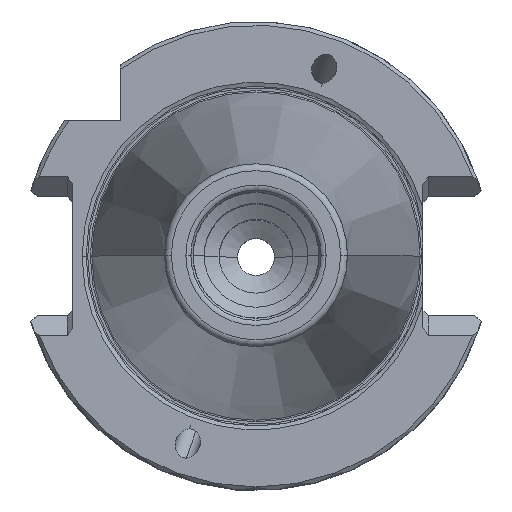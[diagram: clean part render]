
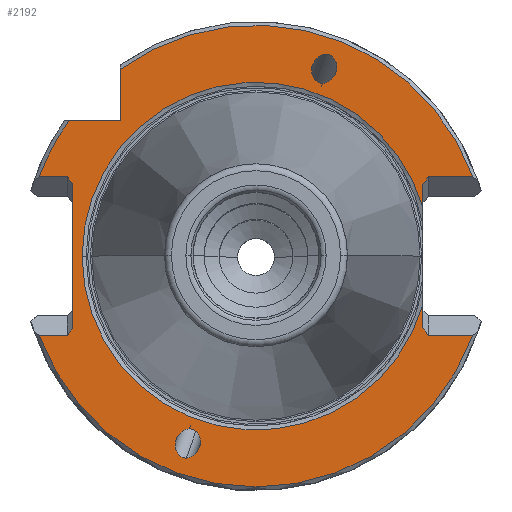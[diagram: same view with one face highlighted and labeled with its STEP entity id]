
A CAD part, top view. The second image highlights one B-rep face of the part: STEP entity #2192.
In plain terms, the highlighted planar face has unit normal (0, 0, 1).
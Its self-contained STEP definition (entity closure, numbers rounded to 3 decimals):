
#1004=EDGE_CURVE('NONE',#2190,#2572,#2913,.T.);
#1056=VERTEX_POINT('NONE',#2973);
#1088=VERTEX_POINT('NONE',#3012);
#1124=EDGE_CURVE('NONE',#1186,#2572,#3049,.T.);
#1150=VERTEX_POINT('NONE',#3077);
#1186=VERTEX_POINT('NONE',#3117);
#1190=VERTEX_POINT('NONE',#3121);
#1204=EDGE_CURVE('NONE',#2024,#2824,#3135,.T.);
#1256=EDGE_CURVE('NONE',#2484,#2506,#3194,.T.);
#1308=EDGE_CURVE('NONE',#2276,#2460,#3254,.T.);
#1414=VERTEX_POINT('NONE',#3374);
#1710=EDGE_CURVE('NONE',#1088,#2824,#3701,.T.);
#1802=EDGE_CURVE('NONE',#2400,#2244,#3805,.T.);
#1954=VERTEX_POINT('NONE',#3976);
#1972=EDGE_CURVE('NONE',#1150,#1954,#3994,.T.);
#1982=EDGE_CURVE('NONE',#2682,#2024,#4005,.T.);
#2024=VERTEX_POINT('NONE',#4056);
#2036=EDGE_CURVE('NONE',#2548,#1414,#4069,.T.);
#2130=VERTEX_POINT('NONE',#4171);
#2182=EDGE_CURVE('NONE',#2392,#2508,#4229,.T.);
#2190=VERTEX_POINT('NONE',#4238);
#2192=ADVANCED_FACE('NONE',(#4240,#4241,#4242),#4243,.F.);
#2222=EDGE_CURVE('NONE',#2506,#2484,#4276,.T.);
#2244=VERTEX_POINT('NONE',#4299);
#2248=EDGE_CURVE('NONE',#1414,#1056,#4303,.T.);
#2276=VERTEX_POINT('NONE',#4332);
#2312=EDGE_CURVE('NONE',#2548,#1088,#4377,.T.);
#2392=VERTEX_POINT('NONE',#4463);
#2400=VERTEX_POINT('NONE',#4471);
#2404=EDGE_CURVE('NONE',#2130,#2276,#4475,.T.);
#2460=VERTEX_POINT('NONE',#4537);
#2462=EDGE_CURVE('NONE',#2508,#1190,#4539,.T.);
#2484=VERTEX_POINT('NONE',#4562);
#2506=VERTEX_POINT('NONE',#4587);
#2508=VERTEX_POINT('NONE',#4589);
#2516=EDGE_CURVE('NONE',#1056,#1190,#4597,.T.);
#2538=EDGE_CURVE('NONE',#2392,#1954,#4619,.T.);
#2548=VERTEX_POINT('NONE',#4630);
#2572=VERTEX_POINT('NONE',#4657);
#2682=VERTEX_POINT('NONE',#4782);
#2690=EDGE_CURVE('NONE',#2190,#2682,#4791,.T.);
#2694=EDGE_CURVE('NONE',#2130,#1186,#4795,.T.);
#2824=VERTEX_POINT('NONE',#4938);
#2830=EDGE_CURVE('NONE',#2244,#2400,#4944,.T.);
#2834=EDGE_CURVE('NONE',#1150,#2460,#4948,.T.);
#2913=CIRCLE('',#5047,31.25);
#2973=CARTESIAN_POINT('',(23.35,-10.75,-1.));
#3012=CARTESIAN_POINT('',(-23.536,0.,-1.));
#3049=LINE('',#5246,#5247);
#3077=CARTESIAN_POINT('',(-24.8,9.689,-1.));
#3117=CARTESIAN_POINT('',(-18.35,18.35,-1.0));
#3121=CARTESIAN_POINT('',(29.343,-10.75,-1.));
#3135=LINE('',#5412,#5413);
#3194=(B_SPLINE_CURVE(3,(#5522,#5523,#5524,#5525),.UNSPECIFIED.,.F.,.F.)B_SPLINE_CURVE_WITH_KNOTS((4,4),(0.29,3.431),.UNSPECIFIED.)RATIONAL_B_SPLINE_CURVE((1.0,0.333,0.333,1.0))BOUNDED_CURVE()REPRESENTATION_ITEM('')GEOMETRIC_REPRESENTATION_ITEM()CURVE());
#3254=LINE('',#5629,#5630);
#3374=CARTESIAN_POINT('',(22.6,-9.689,-1.0));
#3701=CIRCLE('',#6345,23.536);
#3805=(B_SPLINE_CURVE(3,(#6507,#6508,#6509,#6510),.UNSPECIFIED.,.F.,.F.)B_SPLINE_CURVE_WITH_KNOTS((4,4),(0.29,3.431),.UNSPECIFIED.)RATIONAL_B_SPLINE_CURVE((1.0,0.333,0.333,1.0))BOUNDED_CURVE()REPRESENTATION_ITEM('')GEOMETRIC_REPRESENTATION_ITEM()CURVE());
#3976=CARTESIAN_POINT('',(-24.8,-9.689,-1.));
#3994=LINE('',#6834,#6835);
#4005=LINE('',#6852,#6853);
#4056=CARTESIAN_POINT('',(22.6,9.689,-1.));
#4069=LINE('',#6957,#6958);
#4171=CARTESIAN_POINT('',(-25.295,18.35,-1.0));
#4229=LINE('',#7199,#7200);
#4238=CARTESIAN_POINT('',(29.343,10.75,-1.));
#4240=FACE_OUTER_BOUND('',#7212,.T.);
#4241=FACE_BOUND('',#7213,.T.);
#4242=FACE_BOUND('',#7214,.T.);
#4243=PLANE('',#7215);
#4276=(B_SPLINE_CURVE(3,(#7261,#7262,#7263,#7264),.UNSPECIFIED.,.F.,.F.)B_SPLINE_CURVE_WITH_KNOTS((4,4),(3.431,6.573),.UNSPECIFIED.)RATIONAL_B_SPLINE_CURVE((1.0,0.333,0.333,1.0))BOUNDED_CURVE()REPRESENTATION_ITEM('')GEOMETRIC_REPRESENTATION_ITEM()CURVE());
#4299=CARTESIAN_POINT('',(-9.017,-23.397,-1.0));
#4303=LINE('',#7324,#7325);
#4332=CARTESIAN_POINT('',(-29.343,10.75,-1.));
#4377=CIRCLE('',#7448,23.536);
#4463=CARTESIAN_POINT('',(-25.55,-10.75,-1.));
#4471=CARTESIAN_POINT('',(-9.452,-27.347,-1.0));
#4475=CIRCLE('',#7607,31.25);
#4537=CARTESIAN_POINT('',(-25.55,10.75,-1.));
#4539=CIRCLE('',#7692,31.25);
#4562=CARTESIAN_POINT('',(9.452,27.347,-1.0));
#4587=CARTESIAN_POINT('',(9.017,23.397,-1.0));
#4589=CARTESIAN_POINT('',(-29.343,-10.75,-1.));
#4597=LINE('',#7778,#7779);
#4619=LINE('',#7816,#7817);
#4630=CARTESIAN_POINT('',(22.6,-6.57,-1.));
#4657=CARTESIAN_POINT('',(-18.35,25.295,-1.0));
#4782=CARTESIAN_POINT('',(23.35,10.75,-1.));
#4791=LINE('',#8057,#8058);
#4795=LINE('',#8067,#8068);
#4938=CARTESIAN_POINT('',(22.6,6.57,-1.0));
#4944=(B_SPLINE_CURVE(3,(#8313,#8314,#8315,#8316),.UNSPECIFIED.,.F.,.F.)B_SPLINE_CURVE_WITH_KNOTS((4,4),(3.431,6.573),.UNSPECIFIED.)RATIONAL_B_SPLINE_CURVE((1.0,0.333,0.333,1.0))BOUNDED_CURVE()REPRESENTATION_ITEM('')GEOMETRIC_REPRESENTATION_ITEM()CURVE());
#4948=LINE('',#8329,#8330);
#5047=AXIS2_PLACEMENT_3D('',#8420,#8421,#8422);
#5246=CARTESIAN_POINT('',(-18.35,18.35,-1.0));
#5247=VECTOR('',#8588,1000.0);
#5412=CARTESIAN_POINT('',(22.6,0.,-1.0));
#5413=VECTOR('',#8662,1000.0);
#5522=CARTESIAN_POINT('',(9.452,27.347,-1.0));
#5523=CARTESIAN_POINT('',(6.086,27.347,-1.0));
#5524=CARTESIAN_POINT('',(5.652,23.397,-1.0));
#5525=CARTESIAN_POINT('',(9.017,23.397,-1.0));
#5629=CARTESIAN_POINT('',(-61.2,10.75,-1.));
#5630=VECTOR('',#8836,1000.0);
#6345=AXIS2_PLACEMENT_3D('',#9398,#9399,#9400);
#6507=CARTESIAN_POINT('',(-9.452,-27.347,-1.0));
#6508=CARTESIAN_POINT('',(-6.086,-27.347,-1.0));
#6509=CARTESIAN_POINT('',(-5.652,-23.397,-1.0));
#6510=CARTESIAN_POINT('',(-9.017,-23.397,-1.0));
#6834=CARTESIAN_POINT('',(-24.8,0.,-1.0));
#6835=VECTOR('',#9725,1000.0);
#6852=CARTESIAN_POINT('',(22.077,8.95,-1.));
#6853=VECTOR('',#9738,1000.0);
#6957=CARTESIAN_POINT('',(22.6,0.,-1.0));
#6958=VECTOR('',#9834,1000.0);
#7199=CARTESIAN_POINT('',(-61.2,-10.75,-1.));
#7200=VECTOR('',#9988,1000.0);
#7212=EDGE_LOOP('',(#10008,#10009,#10010,#10011,#10012,#10013,#10014,#10015,#10016,#10017,#10018,#10019,#10020,#10021,#10022,#10023,#10024,#10025));
#7213=EDGE_LOOP('',(#10026,#10027));
#7214=EDGE_LOOP('',(#10028,#10029));
#7215=AXIS2_PLACEMENT_3D('',#10030,#10031,#10032);
#7261=CARTESIAN_POINT('',(9.017,23.397,-1.0));
#7262=CARTESIAN_POINT('',(12.383,23.397,-1.0));
#7263=CARTESIAN_POINT('',(12.817,27.347,-1.0));
#7264=CARTESIAN_POINT('',(9.452,27.347,-1.0));
#7324=CARTESIAN_POINT('',(22.077,-8.95,-1.));
#7325=VECTOR('',#10098,1000.0);
#7448=AXIS2_PLACEMENT_3D('',#10193,#10194,#10195);
#7607=AXIS2_PLACEMENT_3D('',#10268,#10269,#10270);
#7692=AXIS2_PLACEMENT_3D('',#10353,#10354,#10355);
#7778=CARTESIAN_POINT('',(124.8,-10.75,-1.));
#7779=VECTOR('',#10396,1000.0);
#7816=CARTESIAN_POINT('',(-18.12,-0.243,-1.));
#7817=VECTOR('',#10404,1000.0);
#8057=CARTESIAN_POINT('',(124.8,10.75,-1.));
#8058=VECTOR('',#10627,1000.0);
#8067=CARTESIAN_POINT('',(-38.35,18.35,-1.0));
#8068=VECTOR('',#10628,1000.0);
#8313=CARTESIAN_POINT('',(-9.017,-23.397,-1.0));
#8314=CARTESIAN_POINT('',(-12.383,-23.397,-1.0));
#8315=CARTESIAN_POINT('',(-12.817,-27.347,-1.0));
#8316=CARTESIAN_POINT('',(-9.452,-27.347,-1.0));
#8329=CARTESIAN_POINT('',(-18.12,0.243,-1.));
#8330=VECTOR('',#10793,1000.0);
#8420=CARTESIAN_POINT('',(0.0,0.0,-1.));
#8421=DIRECTION('',(0.0,-0.0,1.0));
#8422=DIRECTION('',(1.0,0.,0.0));
#8588=DIRECTION('',(0.,1.0,0.0));
#8662=DIRECTION('',(0.,-1.0,-0.0));
#8836=DIRECTION('',(1.0,0.,0.0));
#9398=CARTESIAN_POINT('',(0.0,0.0,-1.));
#9399=DIRECTION('',(0.0,0.0,-1.0));
#9400=DIRECTION('',(1.0,0.,0.0));
#9725=DIRECTION('',(0.,-1.0,-0.0));
#9738=DIRECTION('',(-0.577,-0.816,0.0));
#9834=DIRECTION('',(0.,-1.0,-0.0));
#9988=DIRECTION('',(-1.0,0.,0.0));
#10008=ORIENTED_EDGE('',*,*,#2694,.F.);
#10009=ORIENTED_EDGE('',*,*,#2404,.T.);
#10010=ORIENTED_EDGE('',*,*,#1308,.T.);
#10011=ORIENTED_EDGE('',*,*,#2834,.F.);
#10012=ORIENTED_EDGE('',*,*,#1972,.T.);
#10013=ORIENTED_EDGE('',*,*,#2538,.F.);
#10014=ORIENTED_EDGE('',*,*,#2182,.T.);
#10015=ORIENTED_EDGE('',*,*,#2462,.T.);
#10016=ORIENTED_EDGE('',*,*,#2516,.F.);
#10017=ORIENTED_EDGE('',*,*,#2248,.F.);
#10018=ORIENTED_EDGE('',*,*,#2036,.F.);
#10019=ORIENTED_EDGE('',*,*,#2312,.T.);
#10020=ORIENTED_EDGE('',*,*,#1710,.T.);
#10021=ORIENTED_EDGE('',*,*,#1204,.F.);
#10022=ORIENTED_EDGE('',*,*,#1982,.F.);
#10023=ORIENTED_EDGE('',*,*,#2690,.F.);
#10024=ORIENTED_EDGE('',*,*,#1004,.T.);
#10025=ORIENTED_EDGE('',*,*,#1124,.F.);
#10026=ORIENTED_EDGE('',*,*,#2222,.F.);
#10027=ORIENTED_EDGE('',*,*,#1256,.F.);
#10028=ORIENTED_EDGE('',*,*,#2830,.F.);
#10029=ORIENTED_EDGE('',*,*,#1802,.F.);
#10030=CARTESIAN_POINT('',(0.,-32.5,-1.));
#10031=DIRECTION('',(0.0,0.0,-1.0));
#10032=DIRECTION('',(-1.0,0.0,0.0));
#10098=DIRECTION('',(0.577,-0.816,0.0));
#10193=CARTESIAN_POINT('',(0.0,0.0,-1.));
#10194=DIRECTION('',(0.0,0.0,-1.0));
#10195=DIRECTION('',(1.0,0.,0.0));
#10268=CARTESIAN_POINT('',(0.0,0.0,-1.));
#10269=DIRECTION('',(0.0,-0.0,1.0));
#10270=DIRECTION('',(1.0,0.,0.0));
#10353=CARTESIAN_POINT('',(0.0,0.0,-1.));
#10354=DIRECTION('',(0.0,-0.0,1.0));
#10355=DIRECTION('',(1.0,0.,0.0));
#10396=DIRECTION('',(1.0,0.,0.0));
#10404=DIRECTION('',(0.577,0.816,0.0));
#10627=DIRECTION('',(-1.0,0.,0.0));
#10628=DIRECTION('',(1.0,0.,0.0));
#10793=DIRECTION('',(-0.577,0.816,0.0));
